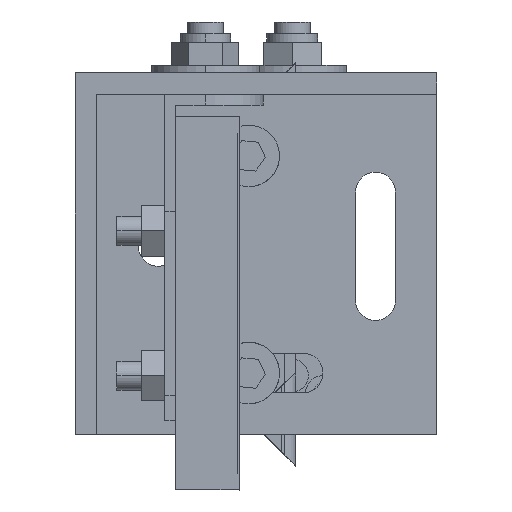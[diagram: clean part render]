
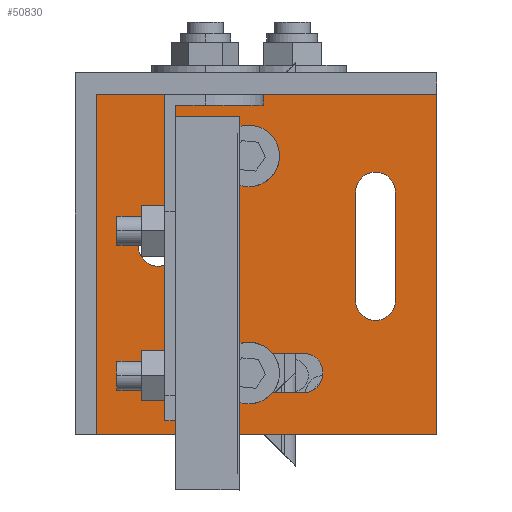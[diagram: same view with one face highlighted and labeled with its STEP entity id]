
A CAD part, front view. The second image highlights one B-rep face of the part: STEP entity #50830.
In plain terms, the highlighted face is planar.
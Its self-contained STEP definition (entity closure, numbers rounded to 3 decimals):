
#200=CARTESIAN_POINT('',(59.136,155.213,
29.));
#210=VERTEX_POINT('',#200);
#240=CARTESIAN_POINT('',(59.136,155.213,
28.555));
#250=DIRECTION('',(0.,0.,-1.));
#260=VECTOR('',#250,1.);
#270=LINE('',#240,#260);
#280=CARTESIAN_POINT('',(59.136,155.213,
-18.));
#290=VERTEX_POINT('',#280);
#300=EDGE_CURVE('',#210,#290,#270,.T.);
#5360=CARTESIAN_POINT('',(59.136,202.213,
29.));
#5370=VERTEX_POINT('',#5360);
#5400=CARTESIAN_POINT('',(59.136,0.,29.));
#5410=DIRECTION('',(0.,-1.,0.));
#5420=VECTOR('',#5410,1.);
#5430=LINE('',#5400,#5420);
#5440=EDGE_CURVE('',#5370,#210,#5430,.T.);
#11130=CARTESIAN_POINT('',(59.136,202.213,
-18.));
#11140=VERTEX_POINT('',#11130);
#11170=CARTESIAN_POINT('',(59.136,202.213,0.));
#11180=DIRECTION('',(0.,0.,1.));
#11190=VECTOR('',#11180,1.);
#11200=LINE('',#11170,#11190);
#11210=EDGE_CURVE('',#11140,#5370,#11200,.T.);
#11460=CARTESIAN_POINT('',(59.136,193.314,
3.769));
#11470=VERTEX_POINT('',#11460);
#11500=CARTESIAN_POINT('',(59.136,193.713,
8.));
#11510=DIRECTION('',(-1.,0.,0.));
#11520=DIRECTION('',(0.,-0.094,
-0.996));
#11530=AXIS2_PLACEMENT_3D('',#11500,#11510,#11520);
#11540=CIRCLE('',#11530,4.25);
#11550=CARTESIAN_POINT('',(59.136,194.113,
12.231));
#11560=VERTEX_POINT('',#11550);
#11570=EDGE_CURVE('',#11470,#11560,#11540,.T.);
#22190=CARTESIAN_POINT('',(59.136,162.251,
-18.));
#22200=DIRECTION('',(0.,1.,0.));
#22210=VECTOR('',#22200,1.);
#22220=LINE('',#22190,#22210);
#22230=EDGE_CURVE('',#290,#11140,#22220,.T.);
#47710=CARTESIAN_POINT('',(59.136,188.713,
-6.75));
#47720=VERTEX_POINT('',#47710);
#47890=CARTESIAN_POINT('',(59.136,173.713,
-6.75));
#47900=VERTEX_POINT('',#47890);
#47930=CARTESIAN_POINT('',(59.136,162.251,
-6.75));
#47940=DIRECTION('',(0.,-1.,0.));
#47950=VECTOR('',#47940,1.);
#47960=LINE('',#47930,#47950);
#47970=EDGE_CURVE('',#47720,#47900,#47960,.T.);
#49680=CARTESIAN_POINT('',(59.136,162.251,
28.555));
#49690=DIRECTION('',(1.,0.,0.));
#49700=DIRECTION('',(0.,0.,1.));
#49710=AXIS2_PLACEMENT_3D('',#49680,#49690,#49700);
#49720=PLANE('',#49710);
#49730=EDGE_CURVE('',#11560,#11470,#11540,.T.);
#49740=ORIENTED_EDGE('',*,*,#49730,.T.);
#49750=ORIENTED_EDGE('',*,*,#11570,.T.);
#49760=EDGE_LOOP('',(#49750,#49740));
#49770=FACE_BOUND('',#49760,.T.);
#49780=CARTESIAN_POINT('',(59.136,163.713,
15.5));
#49790=DIRECTION('',(-1.,0.,0.));
#49800=DIRECTION('',(0.,-1.,0.));
#49810=AXIS2_PLACEMENT_3D('',#49780,#49790,#49800);
#49820=CIRCLE('',#49810,2.75);
#49830=CARTESIAN_POINT('',(59.136,160.963,
15.5));
#49840=VERTEX_POINT('',#49830);
#49850=CARTESIAN_POINT('',(59.136,166.463,
15.5));
#49860=VERTEX_POINT('',#49850);
#49870=EDGE_CURVE('',#49840,#49860,#49820,.T.);
#49880=ORIENTED_EDGE('',*,*,#49870,.T.);
#49890=CARTESIAN_POINT('',(59.136,160.963,
31.055));
#49900=DIRECTION('',(0.,0.,-1.));
#49910=VECTOR('',#49900,1.);
#49920=LINE('',#49890,#49910);
#49930=CARTESIAN_POINT('',(59.136,160.963,
11.24));
#49940=VERTEX_POINT('',#49930);
#49950=EDGE_CURVE('',#49840,#49940,#49920,.T.);
#49960=ORIENTED_EDGE('',*,*,#49950,.F.);
#49970=CARTESIAN_POINT('',(59.136,163.713,
8.));
#49980=DIRECTION('',(-1.,0.,0.));
#49990=DIRECTION('',(0.,-0.094,
-0.996));
#50000=AXIS2_PLACEMENT_3D('',#49970,#49980,#49990);
#50010=CIRCLE('',#50000,4.25);
#50020=CARTESIAN_POINT('',(59.136,160.963,
4.76));
#50030=VERTEX_POINT('',#50020);
#50040=EDGE_CURVE('',#50030,#49940,#50010,.T.);
#50050=ORIENTED_EDGE('',*,*,#50040,.T.);
#50060=CARTESIAN_POINT('',(59.136,160.963,
0.5));
#50070=VERTEX_POINT('',#50060);
#50080=EDGE_CURVE('',#50030,#50070,#49920,.T.);
#50090=ORIENTED_EDGE('',*,*,#50080,.F.);
#50100=CARTESIAN_POINT('',(59.136,163.713,
0.5));
#50110=DIRECTION('',(-1.,0.,0.));
#50120=DIRECTION('',(0.,-1.,0.));
#50130=AXIS2_PLACEMENT_3D('',#50100,#50110,#50120);
#50140=CIRCLE('',#50130,2.75);
#50150=CARTESIAN_POINT('',(59.136,166.463,
0.5));
#50160=VERTEX_POINT('',#50150);
#50170=EDGE_CURVE('',#50160,#50070,#50140,.T.);
#50180=ORIENTED_EDGE('',*,*,#50170,.T.);
#50190=CARTESIAN_POINT('',(59.136,166.463,
28.555));
#50200=DIRECTION('',(0.,0.,1.));
#50210=VECTOR('',#50200,1.);
#50220=LINE('',#50190,#50210);
#50230=CARTESIAN_POINT('',(59.136,166.463,
4.76));
#50240=VERTEX_POINT('',#50230);
#50250=EDGE_CURVE('',#50160,#50240,#50220,.T.);
#50260=ORIENTED_EDGE('',*,*,#50250,.F.);
#50270=CARTESIAN_POINT('',(59.136,166.463,
11.24));
#50280=VERTEX_POINT('',#50270);
#50290=EDGE_CURVE('',#50280,#50240,#50010,.T.);
#50300=ORIENTED_EDGE('',*,*,#50290,.T.);
#50310=EDGE_CURVE('',#50280,#49860,#50220,.T.);
#50320=ORIENTED_EDGE('',*,*,#50310,.F.);
#50330=EDGE_LOOP('',(#50320,#50300,#50260,#50180,#50090,#50050,#49960,
#49880));
#50340=FACE_BOUND('',#50330,.T.);
#50350=ORIENTED_EDGE('',*,*,#47970,.F.);
#50360=CARTESIAN_POINT('',(59.136,173.713,
-9.5));
#50370=DIRECTION('',(-1.,0.,0.));
#50380=DIRECTION('',(0.,-1.,0.));
#50390=AXIS2_PLACEMENT_3D('',#50360,#50370,#50380);
#50400=CIRCLE('',#50390,2.75);
#50410=CARTESIAN_POINT('',(59.136,173.713,
-12.25));
#50420=VERTEX_POINT('',#50410);
#50430=EDGE_CURVE('',#50420,#47900,#50400,.T.);
#50440=ORIENTED_EDGE('',*,*,#50430,.T.);
#50450=CARTESIAN_POINT('',(59.136,164.751,
-12.25));
#50460=DIRECTION('',(0.,1.,0.));
#50470=VECTOR('',#50460,1.);
#50480=LINE('',#50450,#50470);
#50490=CARTESIAN_POINT('',(59.136,188.713,
-12.25));
#50500=VERTEX_POINT('',#50490);
#50510=EDGE_CURVE('',#50420,#50500,#50480,.T.);
#50520=ORIENTED_EDGE('',*,*,#50510,.F.);
#50530=CARTESIAN_POINT('',(59.136,188.713,
-9.5));
#50540=DIRECTION('',(-1.,0.,0.));
#50550=DIRECTION('',(0.,-1.,0.));
#50560=AXIS2_PLACEMENT_3D('',#50530,#50540,#50550);
#50570=CIRCLE('',#50560,2.75);
#50580=EDGE_CURVE('',#47720,#50500,#50570,.T.);
#50590=ORIENTED_EDGE('',*,*,#50580,.T.);
#50600=EDGE_LOOP('',(#50590,#50520,#50440,#50350));
#50610=FACE_BOUND('',#50600,.T.);
#50620=ORIENTED_EDGE('',*,*,#300,.T.);
#50630=ORIENTED_EDGE('',*,*,#5440,.T.);
#50640=ORIENTED_EDGE('',*,*,#11210,.T.);
#50650=ORIENTED_EDGE('',*,*,#22230,.T.);
#50660=EDGE_LOOP('',(#50650,#50640,#50630,#50620));
#50670=FACE_OUTER_BOUND('',#50660,.T.);
#50680=CARTESIAN_POINT('',(59.136,181.213,
20.5));
#50690=DIRECTION('',(1.,0.,0.));
#50700=DIRECTION('',(0.,0.,1.));
#50710=AXIS2_PLACEMENT_3D('',#50680,#50690,#50700);
#50720=CIRCLE('',#50710,2.75);
#50730=CARTESIAN_POINT('',(59.136,181.213,
23.25));
#50740=VERTEX_POINT('',#50730);
#50750=CARTESIAN_POINT('',(59.136,181.213,
17.75));
#50760=VERTEX_POINT('',#50750);
#50770=EDGE_CURVE('',#50740,#50760,#50720,.T.);
#50780=ORIENTED_EDGE('',*,*,#50770,.F.);
#50790=EDGE_CURVE('',#50760,#50740,#50720,.T.);
#50800=ORIENTED_EDGE('',*,*,#50790,.F.);
#50810=EDGE_LOOP('',(#50800,#50780));
#50820=FACE_BOUND('',#50810,.T.);
#50830=ADVANCED_FACE('',(#49770,#50340,#50610,#50670,#50820),#49720,.T.)
;
